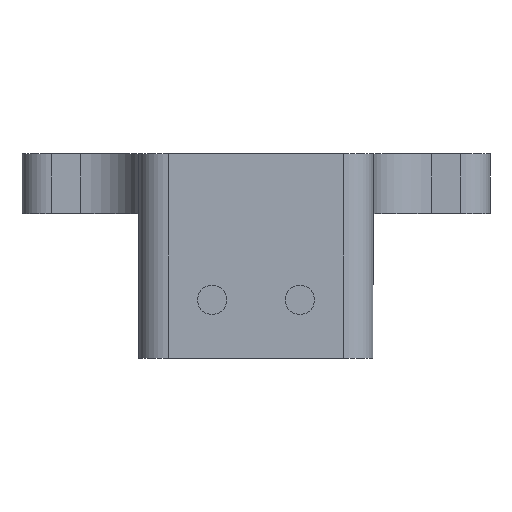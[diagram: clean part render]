
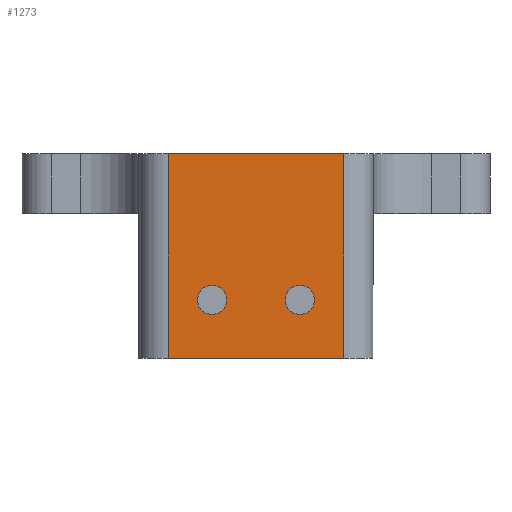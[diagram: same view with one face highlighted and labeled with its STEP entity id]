
A CAD part, left-side view. The second image highlights one B-rep face of the part: STEP entity #1273.
In plain terms, the highlighted planar face has unit normal (-1, 0, 0).
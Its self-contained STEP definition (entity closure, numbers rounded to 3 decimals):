
#2 = LINE ( 'NONE', #1305, #298 ) ;
#15 = DIRECTION ( 'NONE',  ( 0., -1., 0. ) ) ;
#31 = CARTESIAN_POINT ( 'NONE',  ( -11.9, -3., 2.05 ) ) ;
#55 = ORIENTED_EDGE ( 'NONE', *, *, #1336, .T. ) ;
#77 = CARTESIAN_POINT ( 'NONE',  ( -11.9, 3., -4.95 ) ) ;
#119 = FACE_BOUND ( 'NONE', #848, .T. ) ;
#156 = EDGE_CURVE ( 'NONE', #716, #836, #1029, .T. ) ;
#162 = CARTESIAN_POINT ( 'NONE',  ( -11.9, -2., -2.95 ) ) ;
#168 = CARTESIAN_POINT ( 'NONE',  ( -11.9, 2., -2.95 ) ) ;
#192 = DIRECTION ( 'NONE',  ( -1., 0., 0. ) ) ;
#205 = VECTOR ( 'NONE', #510, 1000. ) ;
#212 = DIRECTION ( 'NONE',  ( -1., 0., 0. ) ) ;
#218 = DIRECTION ( 'NONE',  ( 0., 1., 0. ) ) ;
#227 = ORIENTED_EDGE ( 'NONE', *, *, #1307, .T. ) ;
#229 = VECTOR ( 'NONE', #854, 1000. ) ;
#238 = DIRECTION ( 'NONE',  ( -1., 0., 0. ) ) ;
#268 = EDGE_CURVE ( 'NONE', #913, #660, #927, .T. ) ;
#298 = VECTOR ( 'NONE', #1287, 1000. ) ;
#309 = CARTESIAN_POINT ( 'NONE',  ( -11.9, -1., -2.95 ) ) ;
#383 = EDGE_LOOP ( 'NONE', ( #1148, #409 ) ) ;
#386 = AXIS2_PLACEMENT_3D ( 'NONE', #860, #516, #970 ) ;
#409 = ORIENTED_EDGE ( 'NONE', *, *, #624, .F. ) ;
#452 = AXIS2_PLACEMENT_3D ( 'NONE', #1046, #192, #1154 ) ;
#463 = EDGE_LOOP ( 'NONE', ( #55, #1380, #1246, #227 ) ) ;
#510 = DIRECTION ( 'NONE',  ( 0., 1., 0. ) ) ;
#516 = DIRECTION ( 'NONE',  ( -1., 0., 0. ) ) ;
#527 = AXIS2_PLACEMENT_3D ( 'NONE', #1076, #212, #537 ) ;
#537 = DIRECTION ( 'NONE',  ( 0., -1., 0. ) ) ;
#624 = EDGE_CURVE ( 'NONE', #633, #1110, #1120, .T. ) ;
#625 = CARTESIAN_POINT ( 'NONE',  ( -11.9, -3., -4.95 ) ) ;
#633 = VERTEX_POINT ( 'NONE', #162 ) ;
#660 = VERTEX_POINT ( 'NONE', #168 ) ;
#663 = LINE ( 'NONE', #1177, #1263 ) ;
#671 = ORIENTED_EDGE ( 'NONE', *, *, #1361, .F. ) ;
#716 = VERTEX_POINT ( 'NONE', #625 ) ;
#768 = CARTESIAN_POINT ( 'NONE',  ( -11.9, 3., -4.95 ) ) ;
#773 = FACE_BOUND ( 'NONE', #383, .T. ) ;
#816 = VERTEX_POINT ( 'NONE', #857 ) ;
#836 = VERTEX_POINT ( 'NONE', #768 ) ;
#848 = EDGE_LOOP ( 'NONE', ( #671, #1363 ) ) ;
#851 = VERTEX_POINT ( 'NONE', #31 ) ;
#854 = DIRECTION ( 'NONE',  ( 0., 0., -1. ) ) ;
#857 = CARTESIAN_POINT ( 'NONE',  ( -11.9, 3., 2.05 ) ) ;
#860 = CARTESIAN_POINT ( 'NONE',  ( -11.9, 1.5, -2.95 ) ) ;
#882 = PLANE ( 'NONE',  #527 ) ;
#889 = CARTESIAN_POINT ( 'NONE',  ( -11.9, 1., -2.95 ) ) ;
#913 = VERTEX_POINT ( 'NONE', #889 ) ;
#927 = CIRCLE ( 'NONE', #386, 0.5 ) ;
#970 = DIRECTION ( 'NONE',  ( 0., -1., 0. ) ) ;
#1020 = DIRECTION ( 'NONE',  ( 0., -1., 0. ) ) ;
#1029 = LINE ( 'NONE', #77, #205 ) ;
#1046 = CARTESIAN_POINT ( 'NONE',  ( -11.9, -1.5, -2.95 ) ) ;
#1076 = CARTESIAN_POINT ( 'NONE',  ( -11.9, 4., 2.05 ) ) ;
#1090 = FACE_OUTER_BOUND ( 'NONE', #463, .T. ) ;
#1110 = VERTEX_POINT ( 'NONE', #309 ) ;
#1119 = DIRECTION ( 'NONE',  ( -1., 0., 0. ) ) ;
#1120 = CIRCLE ( 'NONE', #1164, 0.5 ) ;
#1125 = EDGE_CURVE ( 'NONE', #1110, #633, #1378, .T. ) ;
#1128 = CIRCLE ( 'NONE', #1306, 0.5 ) ;
#1141 = CARTESIAN_POINT ( 'NONE',  ( -11.9, -1.5, -2.95 ) ) ;
#1146 = LINE ( 'NONE', #1258, #229 ) ;
#1148 = ORIENTED_EDGE ( 'NONE', *, *, #1125, .F. ) ;
#1154 = DIRECTION ( 'NONE',  ( 0., -1., 0. ) ) ;
#1164 = AXIS2_PLACEMENT_3D ( 'NONE', #1141, #1119, #1020 ) ;
#1170 = EDGE_CURVE ( 'NONE', #816, #836, #1146, .T. ) ;
#1177 = CARTESIAN_POINT ( 'NONE',  ( -11.9, 4., 2.05 ) ) ;
#1196 = CARTESIAN_POINT ( 'NONE',  ( -11.9, 1.5, -2.95 ) ) ;
#1246 = ORIENTED_EDGE ( 'NONE', *, *, #156, .F. ) ;
#1258 = CARTESIAN_POINT ( 'NONE',  ( -11.9, 3., -4.75 ) ) ;
#1263 = VECTOR ( 'NONE', #218, 1000. ) ;
#1273 = ADVANCED_FACE ( 'NONE', ( #773, #119, #1090 ), #882, .T. ) ;
#1287 = DIRECTION ( 'NONE',  ( 0., 0., 1. ) ) ;
#1305 = CARTESIAN_POINT ( 'NONE',  ( -11.9, -3., 2.05 ) ) ;
#1306 = AXIS2_PLACEMENT_3D ( 'NONE', #1196, #238, #15 ) ;
#1307 = EDGE_CURVE ( 'NONE', #716, #851, #2, .T. ) ;
#1336 = EDGE_CURVE ( 'NONE', #851, #816, #663, .T. ) ;
#1361 = EDGE_CURVE ( 'NONE', #660, #913, #1128, .T. ) ;
#1363 = ORIENTED_EDGE ( 'NONE', *, *, #268, .F. ) ;
#1378 = CIRCLE ( 'NONE', #452, 0.5 ) ;
#1380 = ORIENTED_EDGE ( 'NONE', *, *, #1170, .T. ) ;
